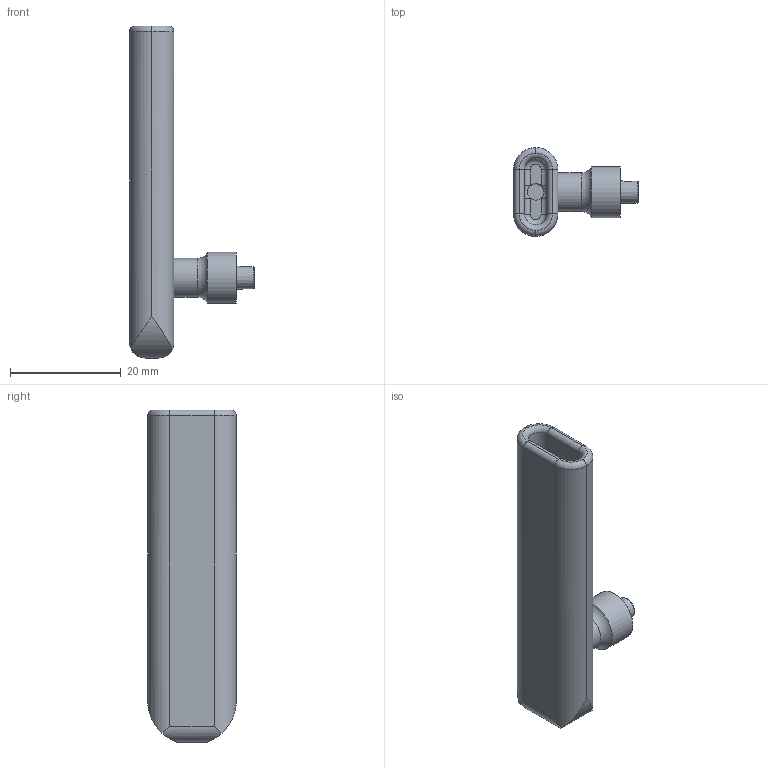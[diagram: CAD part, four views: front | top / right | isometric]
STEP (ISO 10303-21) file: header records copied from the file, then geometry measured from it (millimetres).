
FILE_DESCRIPTION(('HOOPS Exchange Step'),'2;1');
FILE_NAME('temp_export','2026-01-04T14:51:06+01:00',('robin'),('Shapr3D Limited'),'HOOPS Exchange 2025.7','Shapr3D','Authorized');
FILE_SCHEMA( ('AP242_MANAGED_MODEL_BASED_3D_ENGINEERING_MIM_LF {1 0 10303 442 1 1 4}') );
Length unit declared in the file: millimetre
Products named in the file (1): root
Bounding box: 22.55 x 16 x 60 mm (x, y, z)
Volume: 6224.5 mm3; surface area: 4083 mm2
Topology: 1 solids, 1 shells, 66 faces, 155 edges, 96 vertices
Faces by surface type: cylinder 28, plane 18, torus 10, bspline 9, cone 1
Full cylindrical faces by diameter (mm): 2.362 x1, 3 x1, 7 x2, 8.001 x1, 9.271 x1
Entity records: 4113 total; most frequent: CARTESIAN_POINT 2632, ORIENTED_EDGE 310, DIRECTION 290, EDGE_CURVE 155, AXIS2_PLACEMENT_3D 119, VERTEX_POINT 96, EDGE_LOOP 73, FACE_BOUND 73
